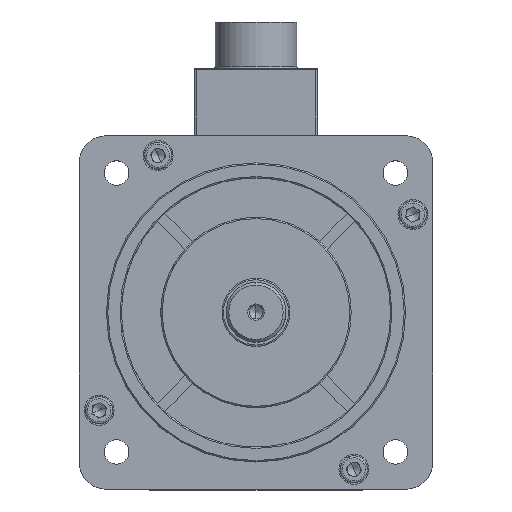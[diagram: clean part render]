
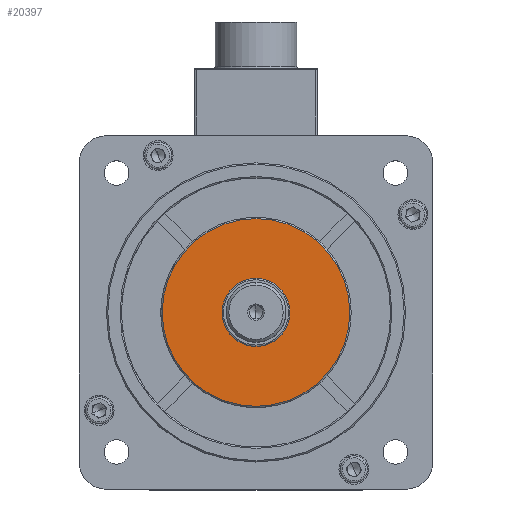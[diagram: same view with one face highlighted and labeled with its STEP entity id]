
A CAD part, top view. The second image highlights one B-rep face of the part: STEP entity #20397.
In plain terms, the highlighted planar face has unit normal (0, 0, 1).
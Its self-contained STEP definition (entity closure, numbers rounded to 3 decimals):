
#3119 = CIRCLE ( 'NONE', #7729, 34.5 ) ;
#4213 = VERTEX_POINT ( 'NONE', #17496 ) ;
#5806 = ORIENTED_EDGE ( 'NONE', *, *, #29485, .T. ) ;
#7729 = AXIS2_PLACEMENT_3D ( 'NONE', #18671, #30376, #10528 ) ;
#7807 = DIRECTION ( 'NONE',  ( 0., 0., 1. ) ) ;
#8742 = EDGE_LOOP ( 'NONE', ( #5806, #21667 ) ) ;
#10528 = DIRECTION ( 'NONE',  ( 1., 0., 0. ) ) ;
#12737 = VERTEX_POINT ( 'NONE', #33017 ) ;
#12850 = AXIS2_PLACEMENT_3D ( 'NONE', #21519, #7807, #32347 ) ;
#17496 = CARTESIAN_POINT ( 'NONE',  ( 235.859, 86.541, 85.207 ) ) ;
#18671 = CARTESIAN_POINT ( 'NONE',  ( 201.359, 86.541, 85.207 ) ) ;
#20397 = ADVANCED_FACE ( 'NONE', ( #35237 ), #34231, .T. ) ;
#21519 = CARTESIAN_POINT ( 'NONE',  ( 201.359, 86.541, 85.207 ) ) ;
#21557 = EDGE_CURVE ( 'NONE', #4213, #12737, #3119, .T. ) ;
#21667 = ORIENTED_EDGE ( 'NONE', *, *, #21557, .T. ) ;
#24016 = DIRECTION ( 'NONE',  ( 0., 0., 1. ) ) ;
#29248 = DIRECTION ( 'NONE',  ( 1., 0., 0. ) ) ;
#29485 = EDGE_CURVE ( 'NONE', #12737, #4213, #33671, .T. ) ;
#29597 = CARTESIAN_POINT ( 'NONE',  ( 201.359, 86.541, 85.207 ) ) ;
#30376 = DIRECTION ( 'NONE',  ( 0., 0., 1. ) ) ;
#32347 = DIRECTION ( 'NONE',  ( 1., 0., 0. ) ) ;
#33017 = CARTESIAN_POINT ( 'NONE',  ( 166.859, 86.541, 85.207 ) ) ;
#33671 = CIRCLE ( 'NONE', #34839, 34.5 ) ;
#34231 = PLANE ( 'NONE',  #12850 ) ;
#34839 = AXIS2_PLACEMENT_3D ( 'NONE', #29597, #24016, #29248 ) ;
#35237 = FACE_OUTER_BOUND ( 'NONE', #8742, .T. ) ;
